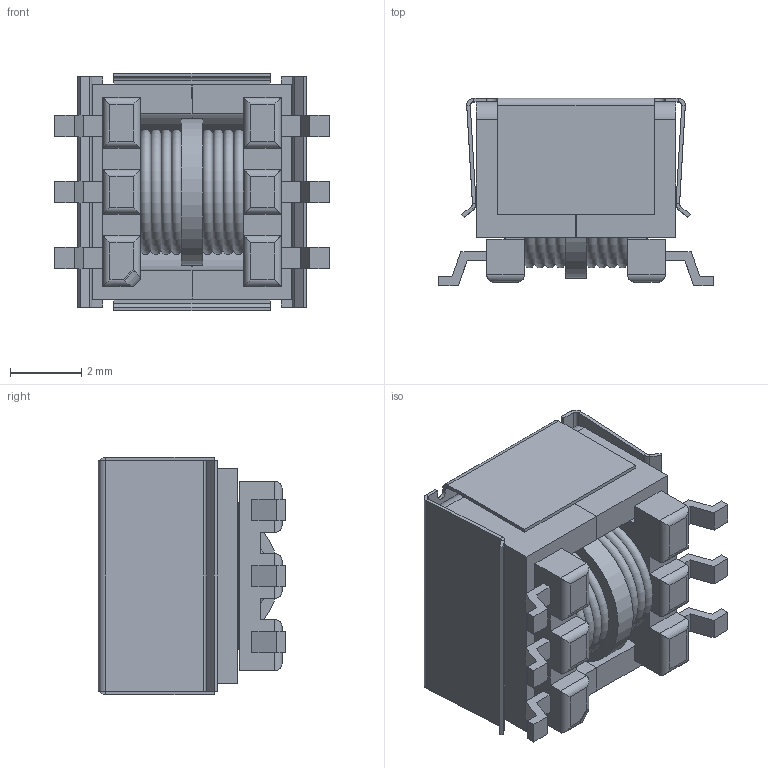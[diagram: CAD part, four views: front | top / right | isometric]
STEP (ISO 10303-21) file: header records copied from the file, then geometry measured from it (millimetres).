
FILE_DESCRIPTION(/* description */ (''),/* implementation_level */ '2;1');
FILE_NAME(/* name */ 'EP-5-2 delt.stp',/* time_stamp */ '2025-08-13T09:30:00+02:00',/* author */ ('mt'),/* organization */ (''),/* preprocessor_version */ 'ST-DEVELOPER v20.1',/* originating_system */ 'Autodesk Inventor 2026',/* authorisation */ '');
FILE_SCHEMA (('AUTOMOTIVE_DESIGN { 1 0 10303 214 3 1 1 }'));
Length unit declared in the file: millimetre
Products named in the file (5): EP-5; Bobbin EP5; Core EP5; Wire Ø0,29; Clip EP5
Assembly tree (5 placements, depth 2):
  EP-5
    Bobbin EP5
    Core EP5  x2
    Wire Ø0,29
    Clip EP5
Bounding box: 7.7 x 5.25 x 6.65 mm (x, y, z)
Volume: 144.8 mm3; surface area: 705.6 mm2
Topology: 11 solids, 11 shells, 364 faces, 896 edges, 570 vertices
Faces by surface type: plane 255, cylinder 57, bspline 42, torus 10
Full cylindrical faces by diameter (mm): 1.7 x2, 1.85 x1, 2.5 x3, 4.1 x1
Entity records: 10925 total; most frequent: CARTESIAN_POINT 2487, ORIENTED_EDGE 1726, DIRECTION 1516, EDGE_CURVE 863, LINE 672, VECTOR 672, VERTEX_POINT 548, AXIS2_PLACEMENT_3D 422
